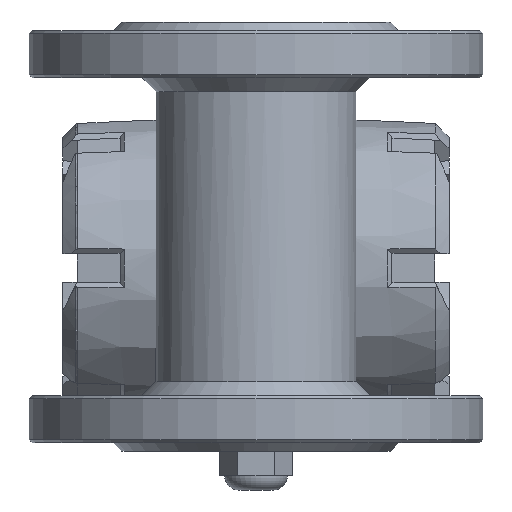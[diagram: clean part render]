
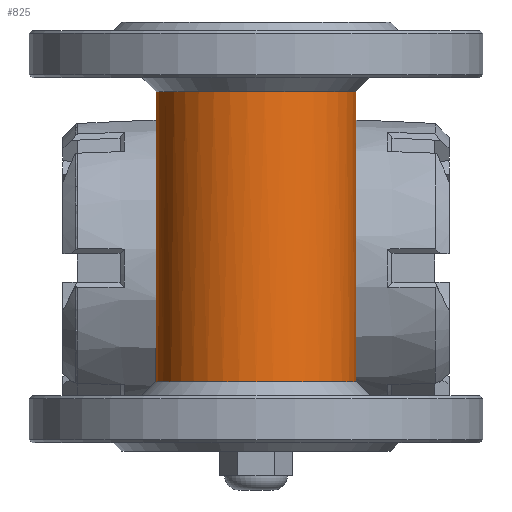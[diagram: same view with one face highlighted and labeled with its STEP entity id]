
A CAD part, left-side view. The second image highlights one B-rep face of the part: STEP entity #825.
In plain terms, the highlighted cylindrical face has radius 35 mm (diameter 70 mm), a full revolution.
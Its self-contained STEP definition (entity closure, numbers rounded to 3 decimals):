
#825=ADVANCED_FACE('',(#2306,#2307,#2308),#1285,.T.);
#1285=CYLINDRICAL_SURFACE('',#7461,35.);
#1387=LINE('',#10404,#1692);
#1388=LINE('',#10413,#1693);
#1692=VECTOR('',#8340,1.);
#1693=VECTOR('',#8341,1.);
#1997=B_SPLINE_CURVE_WITH_KNOTS('',3,(#10396,#10397,#10398,#10399,#10400,
#10401),.UNSPECIFIED.,.F.,.F.,(4,2,4),(0.,0.5,1.),.UNSPECIFIED.);
#1998=B_SPLINE_CURVE_WITH_KNOTS('',3,(#10406,#10407,#10408,#10409,#10410,
#10411),.UNSPECIFIED.,.F.,.F.,(4,2,4),(0.,0.5,1.),.UNSPECIFIED.);
#2306=FACE_BOUND('',#2503,.T.);
#2307=FACE_BOUND('',#2504,.T.);
#2308=FACE_BOUND('',#2505,.T.);
#2503=EDGE_LOOP('',(#3070));
#2504=EDGE_LOOP('',(#3071));
#2505=EDGE_LOOP('',(#3072,#3073,#3074,#3075));
#3070=ORIENTED_EDGE('',*,*,#5938,.T.);
#3071=ORIENTED_EDGE('',*,*,#5939,.T.);
#3072=ORIENTED_EDGE('',*,*,#5940,.T.);
#3073=ORIENTED_EDGE('',*,*,#5941,.T.);
#3074=ORIENTED_EDGE('',*,*,#5942,.T.);
#3075=ORIENTED_EDGE('',*,*,#5943,.T.);
#5226=VERTEX_POINT('',#10393);
#5227=VERTEX_POINT('',#10395);
#5228=VERTEX_POINT('',#10402);
#5229=VERTEX_POINT('',#10403);
#5230=VERTEX_POINT('',#10405);
#5231=VERTEX_POINT('',#10412);
#5938=EDGE_CURVE('',#5226,#5226,#7017,.T.);
#5939=EDGE_CURVE('',#5227,#5227,#7018,.T.);
#5940=EDGE_CURVE('',#5228,#5229,#1997,.T.);
#5941=EDGE_CURVE('',#5229,#5230,#1387,.T.);
#5942=EDGE_CURVE('',#5230,#5231,#1998,.T.);
#5943=EDGE_CURVE('',#5231,#5228,#1388,.T.);
#7017=CIRCLE('',#7459,35.);
#7018=CIRCLE('',#7460,35.);
#7459=AXIS2_PLACEMENT_3D('',#10392,#8336,#8337);
#7460=AXIS2_PLACEMENT_3D('',#10394,#8338,#8339);
#7461=AXIS2_PLACEMENT_3D('',#10414,#8342,#8343);
#8336=DIRECTION('',(0.,0.,1.));
#8337=DIRECTION('',(-1.,0.,0.));
#8338=DIRECTION('',(0.,0.,-1.));
#8339=DIRECTION('',(0.707,0.707,0.));
#8340=DIRECTION('',(0.,0.,1.));
#8341=DIRECTION('',(0.,0.,-1.));
#8342=DIRECTION('',(0.,0.,1.));
#8343=DIRECTION('',(0.707,0.707,0.));
#10392=CARTESIAN_POINT('',(0.,0.,-123.));
#10393=CARTESIAN_POINT('',(-35.,0.,-123.));
#10394=CARTESIAN_POINT('',(0.,0.,-21.8));
#10395=CARTESIAN_POINT('',(24.749,24.749,-21.8));
#10396=CARTESIAN_POINT('',(34.,8.307,-92.16));
#10397=CARTESIAN_POINT('',(34.542,6.087,-94.155));
#10398=CARTESIAN_POINT('',(35.,3.079,-95.322));
#10399=CARTESIAN_POINT('',(35.,-3.072,-95.323));
#10400=CARTESIAN_POINT('',(34.541,-6.092,-94.152));
#10401=CARTESIAN_POINT('',(34.,-8.307,-92.16));
#10402=CARTESIAN_POINT('',(34.,8.307,-92.16));
#10403=CARTESIAN_POINT('',(34.,-8.307,-92.16));
#10404=CARTESIAN_POINT('',(34.,-8.307,-118.));
#10405=CARTESIAN_POINT('',(34.,-8.307,-74.64));
#10406=CARTESIAN_POINT('',(34.,-8.307,-74.64));
#10407=CARTESIAN_POINT('',(34.542,-6.087,-72.645));
#10408=CARTESIAN_POINT('',(35.,-3.079,-71.478));
#10409=CARTESIAN_POINT('',(35.,3.072,-71.477));
#10410=CARTESIAN_POINT('',(34.541,6.092,-72.648));
#10411=CARTESIAN_POINT('',(34.,8.307,-74.64));
#10412=CARTESIAN_POINT('',(34.,8.307,-74.64));
#10413=CARTESIAN_POINT('',(34.,8.307,-118.));
#10414=CARTESIAN_POINT('',(0.,0.,-118.));
